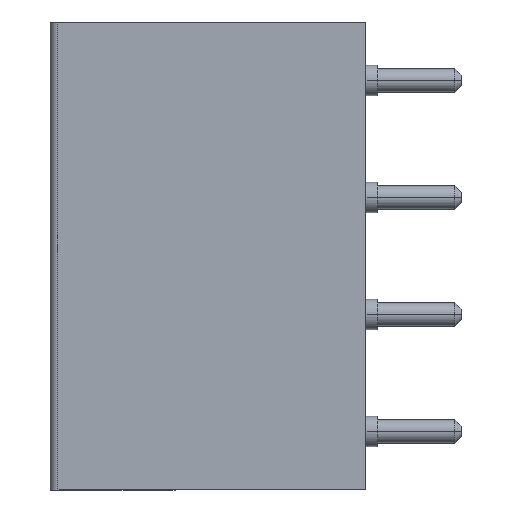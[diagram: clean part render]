
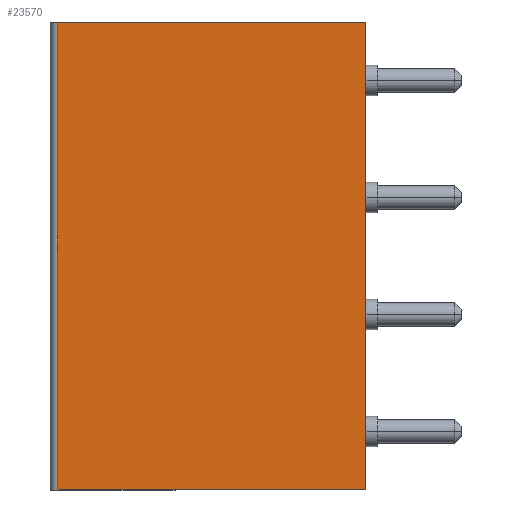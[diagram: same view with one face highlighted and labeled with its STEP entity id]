
A CAD part, left-side view. The second image highlights one B-rep face of the part: STEP entity #23570.
In plain terms, the highlighted planar face has unit normal (-1, 0, 0).
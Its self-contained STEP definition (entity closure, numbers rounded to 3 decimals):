
#2510=CARTESIAN_POINT('',(46.199,29.053,
5.448));
#2520=VERTEX_POINT('',#2510);
#2550=CARTESIAN_POINT('',(46.199,29.053,
9.746));
#2560=DIRECTION('',(0.,0.,-1.));
#2570=VECTOR('',#2560,1.);
#2580=LINE('',#2550,#2570);
#2590=CARTESIAN_POINT('',(46.199,29.053,
18.648));
#2600=VERTEX_POINT('',#2590);
#2610=EDGE_CURVE('',#2600,#2520,#2580,.T.);
#23270=CARTESIAN_POINT('',(46.199,44.503,
5.848));
#23280=DIRECTION('',(-1.,0.,0.));
#23290=DIRECTION('',(0.,-1.,0.));
#23300=AXIS2_PLACEMENT_3D('',#23270,#23280,#23290);
#23310=PLANE('',#23300);
#23320=CARTESIAN_POINT('',(46.199,49.053,
9.746));
#23330=DIRECTION('',(0.,0.,-1.));
#23340=VECTOR('',#23330,1.);
#23350=LINE('',#23320,#23340);
#23360=CARTESIAN_POINT('',(46.199,49.053,
18.648));
#23370=VERTEX_POINT('',#23360);
#23380=CARTESIAN_POINT('',(46.199,49.053,
5.448));
#23390=VERTEX_POINT('',#23380);
#23400=EDGE_CURVE('',#23370,#23390,#23350,.T.);
#23410=ORIENTED_EDGE('',*,*,#23400,.T.);
#23420=CARTESIAN_POINT('',(46.199,38.403,
18.648));
#23430=DIRECTION('',(0.,-1.,0.));
#23440=VECTOR('',#23430,1.);
#23450=LINE('',#23420,#23440);
#23460=EDGE_CURVE('',#23370,#2600,#23450,.T.);
#23470=ORIENTED_EDGE('',*,*,#23460,.F.);
#23480=ORIENTED_EDGE('',*,*,#2610,.F.);
#23490=CARTESIAN_POINT('',(46.199,48.403,
5.448));
#23500=DIRECTION('',(0.,1.,0.));
#23510=VECTOR('',#23500,1.);
#23520=LINE('',#23490,#23510);
#23530=EDGE_CURVE('',#2520,#23390,#23520,.T.);
#23540=ORIENTED_EDGE('',*,*,#23530,.F.);
#23550=EDGE_LOOP('',(#23540,#23480,#23470,#23410));
#23560=FACE_OUTER_BOUND('',#23550,.T.);
#23570=ADVANCED_FACE('',(#23560),#23310,.T.);
